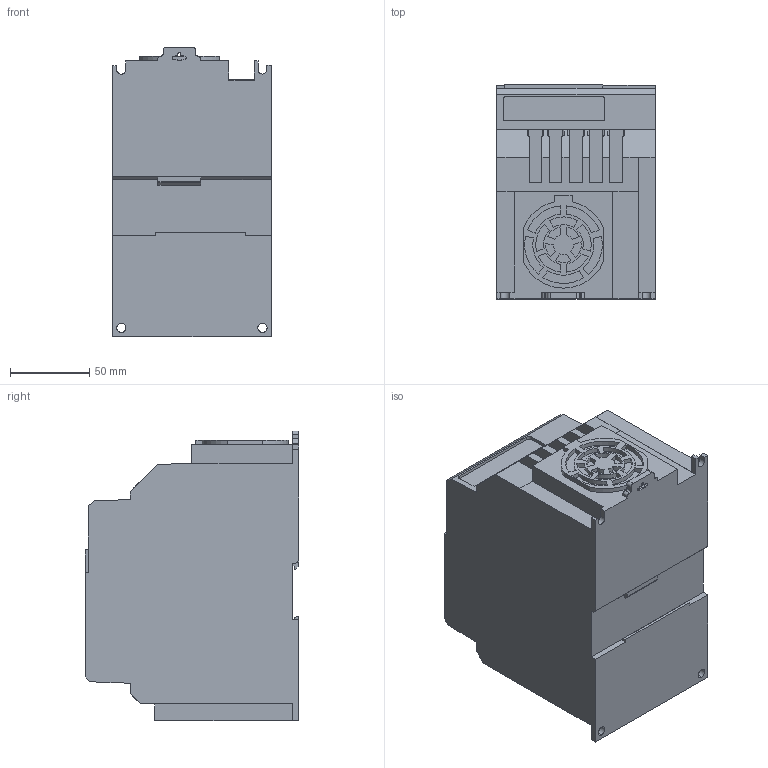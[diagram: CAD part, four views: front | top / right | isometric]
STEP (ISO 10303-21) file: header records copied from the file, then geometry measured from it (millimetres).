
FILE_DESCRIPTION (( 'STEP AP214' ), '1' );
FILE_NAME ('A400-21E015IP20F_Ïðåîáðàçîâàòåëü ÷àñòîòû A400 220Â, 1Ô 1,5 kW 7,5À ñåðèè ONI.STEP', '2019-02-28T14:33:38', ( '' ), ( '' ), 'SwSTEP 2.0', 'SolidWorks 2014', '' );
FILE_SCHEMA (( 'AUTOMOTIVE_DESIGN' ));
Length unit declared in the file: millimetre
Products named in the file (2): A400-21E015IP20F_Ïðåîáðàçîâàòåëü ÷àñòîòû A400  220Â, 1Ô 1,5 kW 7,5À ñåðèè ONI
Bounding box: 100 x 134.93 x 182.98 mm (x, y, z)
Volume: 1969485.3 mm3; surface area: 120675.9 mm2
Topology: 1 solids, 1 shells, 463 faces, 1271 edges, 845 vertices
Faces by surface type: plane 323, cylinder 140
Entity records: 19761 total; most frequent: CARTESIAN_POINT 2707, ORIENTED_EDGE 2542, DIRECTION 2397, EDGE_CURVE 1271, LINE 991, VECTOR 991, VERTEX_POINT 845, AXIS2_PLACEMENT_3D 703
